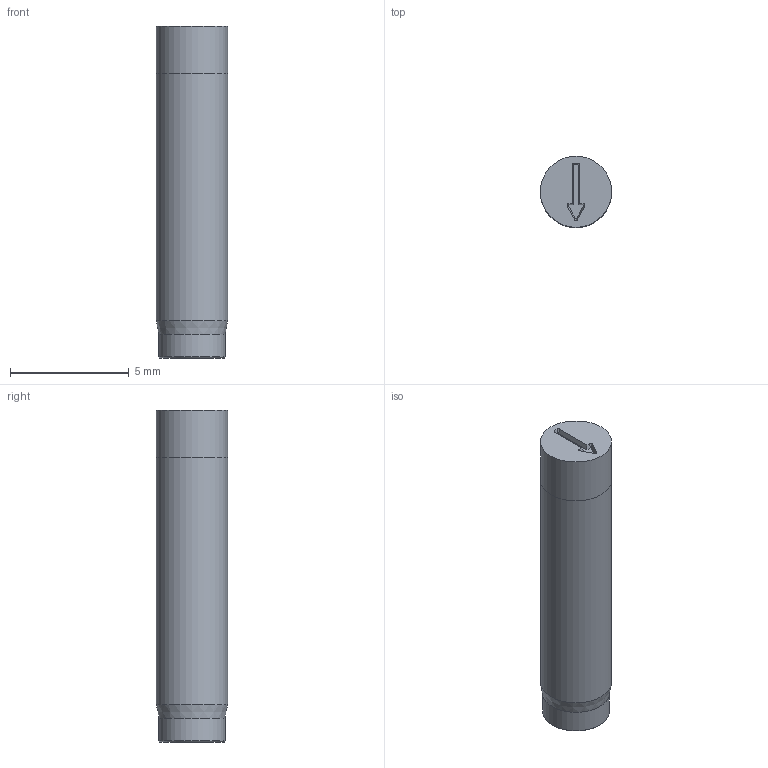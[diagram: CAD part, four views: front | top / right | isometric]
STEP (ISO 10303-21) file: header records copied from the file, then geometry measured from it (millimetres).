
FILE_DESCRIPTION(/* description */ (''),/* implementation_level */ '2;1');
FILE_NAME(/* name */ 'Dati-3000_G$3$Jahr.stp',/* time_stamp */ '2025-08-28T15:12:53+02:00',/* author */ ('olafg'),/* organization */ (''),/* preprocessor_version */ 'ST-DEVELOPER v20',/* originating_system */ 'Autodesk Inventor 2024',/* authorisation */ '');
FILE_SCHEMA (('AUTOMOTIVE_DESIGN { 1 0 10303 214 3 1 1 }'));
Length unit declared in the file: millimetre
Products named in the file (3): Zusammenbau F 3003; 1003-01-00 Hülse; 3003-05-00 F Stelleinsatz
Assembly tree (2 placements, depth 2):
  Zusammenbau F 3003
    1003-01-00 Hülse
    3003-05-00 F Stelleinsatz
Bounding box: 3 x 3 x 14 mm (x, y, z)
Volume: 81.9 mm3; surface area: 230 mm2
Topology: 2 solids, 2 shells, 31 faces, 72 edges, 47 vertices
Faces by surface type: plane 13, cone 12, cylinder 6
Full cylindrical faces by diameter (mm): 1 x1, 1.2 x1, 2 x1, 2.8 x1, 3 x2
Entity records: 1006 total; most frequent: DIRECTION 177, CARTESIAN_POINT 155, ORIENTED_EDGE 144, EDGE_CURVE 72, AXIS2_PLACEMENT_3D 69, VERTEX_POINT 47, LINE 39, VECTOR 39
